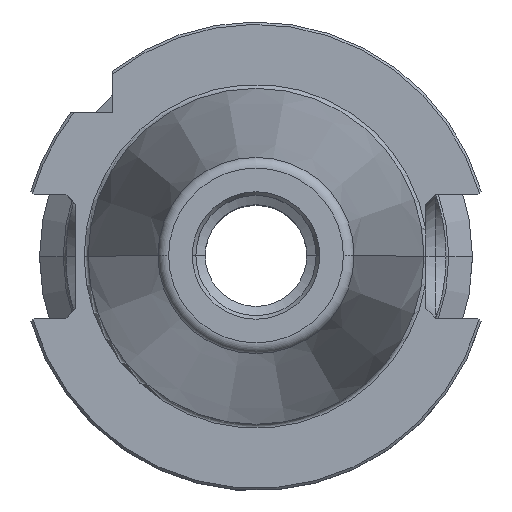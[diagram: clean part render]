
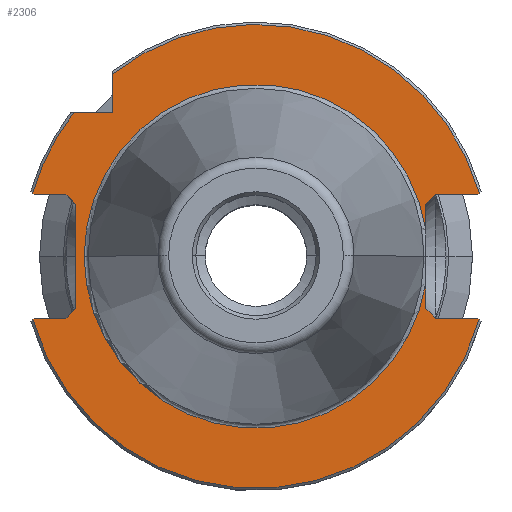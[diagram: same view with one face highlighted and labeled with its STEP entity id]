
A CAD part, top view. The second image highlights one B-rep face of the part: STEP entity #2306.
In plain terms, the highlighted planar face has unit normal (0, 0, 1).
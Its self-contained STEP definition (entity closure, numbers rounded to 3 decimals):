
#1030=VERTEX_POINT('NONE',#2936);
#1066=EDGE_CURVE('NONE',#2302,#1816,#2977,.T.);
#1074=EDGE_CURVE('NONE',#1588,#2656,#2985,.T.);
#1080=EDGE_CURVE('NONE',#2342,#2834,#2991,.T.);
#1122=EDGE_CURVE('NONE',#2680,#2788,#3037,.T.);
#1232=EDGE_CURVE('NONE',#1734,#1030,#3159,.T.);
#1262=EDGE_CURVE('NONE',#2834,#1292,#3191,.T.);
#1290=VERTEX_POINT('NONE',#3224);
#1292=VERTEX_POINT('NONE',#3226);
#1328=EDGE_CURVE('NONE',#1292,#1712,#3266,.T.);
#1344=EDGE_CURVE('NONE',#2656,#2002,#3283,.T.);
#1362=EDGE_CURVE('NONE',#2002,#1290,#3301,.T.);
#1424=VERTEX_POINT('NONE',#3369);
#1454=VERTEX_POINT('NONE',#3405);
#1570=EDGE_CURVE('NONE',#1978,#2588,#3528,.T.);
#1588=VERTEX_POINT('NONE',#3546);
#1712=VERTEX_POINT('NONE',#3685);
#1730=EDGE_CURVE('NONE',#1588,#2412,#3707,.T.);
#1734=VERTEX_POINT('NONE',#3711);
#1754=VERTEX_POINT('NONE',#3733);
#1774=EDGE_CURVE('NONE',#1734,#1454,#3755,.T.);
#1816=VERTEX_POINT('NONE',#3803);
#1978=VERTEX_POINT('NONE',#3978);
#1986=EDGE_CURVE('NONE',#2560,#2156,#3987,.T.);
#2002=VERTEX_POINT('NONE',#4005);
#2044=EDGE_CURVE('NONE',#1290,#2302,#4051,.T.);
#2156=VERTEX_POINT('NONE',#4178);
#2282=EDGE_CURVE('NONE',#1816,#2342,#4321,.T.);
#2302=VERTEX_POINT('NONE',#4343);
#2306=ADVANCED_FACE('NONE',(#4347),#4348,.T.);
#2332=EDGE_CURVE('NONE',#2156,#1754,#4378,.T.);
#2342=VERTEX_POINT('NONE',#4388);
#2346=EDGE_CURVE('NONE',#1754,#1454,#4392,.T.);
#2394=EDGE_CURVE('NONE',#1712,#1424,#4448,.T.);
#2412=VERTEX_POINT('NONE',#4467);
#2560=VERTEX_POINT('NONE',#4630);
#2588=VERTEX_POINT('NONE',#4658);
#2602=EDGE_CURVE('NONE',#2680,#1978,#4672,.T.);
#2606=EDGE_CURVE('NONE',#2788,#2412,#4676,.T.);
#2656=VERTEX_POINT('NONE',#4730);
#2680=VERTEX_POINT('NONE',#4756);
#2710=EDGE_CURVE('NONE',#1030,#2588,#4791,.T.);
#2788=VERTEX_POINT('NONE',#4879);
#2834=VERTEX_POINT('NONE',#4928);
#2840=EDGE_CURVE('NONE',#1424,#2560,#4935,.T.);
#2936=CARTESIAN_POINT('',(35.3,-10.85,-3.2));
#2977=CIRCLE('',#5110,48.225);
#2985=LINE('',#5119,#5120);
#2991=LINE('',#5131,#5132);
#3037=LINE('',#5225,#5226);
#3159=LINE('',#5412,#5413);
#3191=LINE('',#5461,#5462);
#3224=CARTESIAN_POINT('',(-29.85,29.85,-3.2));
#3226=CARTESIAN_POINT('',(-37.5,10.85,-3.2));
#3266=LINE('',#5568,#5569);
#3283=CIRCLE('',#5602,48.225);
#3301=LINE('',#5631,#5632);
#3369=CARTESIAN_POINT('',(-39.5,-12.85,-3.2));
#3405=CARTESIAN_POINT('',(46.066,-12.85,-3.2));
#3528=CIRCLE('',#6124,35.725);
#3546=CARTESIAN_POINT('',(46.066,12.85,-3.2));
#3685=CARTESIAN_POINT('',(-37.5,-10.85,-3.2));
#3707=LINE('',#6381,#6382);
#3711=CARTESIAN_POINT('',(37.3,-12.85,-3.2));
#3733=CARTESIAN_POINT('',(46.39,-13.175,-3.2));
#3755=LINE('',#6470,#6471);
#3803=CARTESIAN_POINT('',(-46.39,13.175,-3.2));
#3978=CARTESIAN_POINT('',(-35.725,0.,-3.2));
#3987=LINE('',#6811,#6812);
#4005=CARTESIAN_POINT('',(-29.85,37.876,-3.2));
#4051=LINE('',#6959,#6960);
#4178=CARTESIAN_POINT('',(-46.39,-13.175,-3.2));
#4321=LINE('',#7358,#7359);
#4343=CARTESIAN_POINT('',(-37.876,29.85,-3.2));
#4347=FACE_OUTER_BOUND('',#7395,.T.);
#4348=PLANE('',#7396);
#4378=CIRCLE('',#7443,48.225);
#4388=CARTESIAN_POINT('',(-46.066,12.85,-3.2));
#4392=LINE('',#7460,#7461);
#4448=LINE('',#7533,#7534);
#4467=CARTESIAN_POINT('',(37.3,12.85,-3.2));
#4630=CARTESIAN_POINT('',(-46.066,-12.85,-3.2));
#4658=CARTESIAN_POINT('',(35.3,-5.494,-3.2));
#4672=CIRCLE('',#7911,35.725);
#4676=LINE('',#7918,#7919);
#4730=CARTESIAN_POINT('',(46.39,13.175,-3.2));
#4756=CARTESIAN_POINT('',(35.3,5.494,-3.2));
#4791=LINE('',#8111,#8112);
#4879=CARTESIAN_POINT('',(35.3,10.85,-3.2));
#4928=CARTESIAN_POINT('',(-39.5,12.85,-3.2));
#4935=LINE('',#8366,#8367);
#5110=AXIS2_PLACEMENT_3D('',#8547,#8548,#8549);
#5119=CARTESIAN_POINT('',(46.916,13.7,-3.2));
#5120=VECTOR('',#8550,1000.0);
#5131=CARTESIAN_POINT('',(0.,12.85,-3.2));
#5132=VECTOR('',#8553,1000.0);
#5225=CARTESIAN_POINT('',(35.3,-35.725,-3.2));
#5226=VECTOR('',#8604,1000.0);
#5412=CARTESIAN_POINT('',(37.3,-12.85,-3.2));
#5413=VECTOR('',#8748,1000.0);
#5461=CARTESIAN_POINT('',(-37.5,10.85,-3.2));
#5462=VECTOR('',#8779,1000.0);
#5568=CARTESIAN_POINT('',(-37.5,-35.725,-3.2));
#5569=VECTOR('',#8877,1000.0);
#5602=AXIS2_PLACEMENT_3D('',#8894,#8895,#8896);
#5631=CARTESIAN_POINT('',(-29.85,-35.725,-3.2));
#5632=VECTOR('',#8910,1000.0);
#6124=AXIS2_PLACEMENT_3D('',#9156,#9157,#9158);
#6381=CARTESIAN_POINT('',(0.,12.85,-3.2));
#6382=VECTOR('',#9392,1000.0);
#6470=CARTESIAN_POINT('',(0.,-12.85,-3.2));
#6471=VECTOR('',#9443,1000.0);
#6811=CARTESIAN_POINT('',(-46.916,-13.7,-3.2));
#6812=VECTOR('',#9676,1000.0);
#6959=CARTESIAN_POINT('',(0.,29.85,-3.2));
#6960=VECTOR('',#9750,1000.0);
#7358=CARTESIAN_POINT('',(-46.916,13.7,-3.2));
#7359=VECTOR('',#10095,1000.0);
#7395=EDGE_LOOP('',(#10121,#10122,#10123,#10124,#10125,#10126,#10127,#10128,#10129,#10130,#10131,#10132,#10133,#10134,#10135,#10136,#10137,#10138,#10139,#10140,#10141,#10142));
#7396=AXIS2_PLACEMENT_3D('',#10143,#10144,#10145);
#7443=AXIS2_PLACEMENT_3D('',#10184,#10185,#10186);
#7460=CARTESIAN_POINT('',(45.916,-12.7,-3.2));
#7461=VECTOR('',#10193,1000.0);
#7533=CARTESIAN_POINT('',(-37.5,-10.85,-3.2));
#7534=VECTOR('',#10271,1000.0);
#7911=AXIS2_PLACEMENT_3D('',#10495,#10496,#10497);
#7918=CARTESIAN_POINT('',(37.3,12.85,-3.2));
#7919=VECTOR('',#10499,1000.0);
#8111=CARTESIAN_POINT('',(35.3,-35.725,-3.2));
#8112=VECTOR('',#10628,1000.0);
#8366=CARTESIAN_POINT('',(0.,-12.85,-3.2));
#8367=VECTOR('',#10791,1000.0);
#8547=CARTESIAN_POINT('',(0.0,0.0,-3.2));
#8548=DIRECTION('',(0.0,0.0,1.0));
#8549=DIRECTION('',(-1.0,0.,0.0));
#8550=DIRECTION('',(0.707,0.707,0.0));
#8553=DIRECTION('',(1.0,0.,-0.0));
#8604=DIRECTION('',(0.,1.0,0.0));
#8748=DIRECTION('',(-0.707,0.707,0.0));
#8779=DIRECTION('',(0.707,-0.707,-0.0));
#8877=DIRECTION('',(0.,-1.0,0.0));
#8894=CARTESIAN_POINT('',(0.0,0.0,-3.2));
#8895=DIRECTION('',(0.0,0.0,1.0));
#8896=DIRECTION('',(-1.0,0.,0.0));
#8910=DIRECTION('',(0.,-1.0,0.0));
#9156=CARTESIAN_POINT('',(0.0,0.0,-3.2));
#9157=DIRECTION('',(0.0,0.0,1.0));
#9158=DIRECTION('',(-1.0,0.,0.0));
#9392=DIRECTION('',(-1.0,0.,0.0));
#9443=DIRECTION('',(1.0,0.,-0.0));
#9676=DIRECTION('',(-0.707,-0.707,0.0));
#9750=DIRECTION('',(-1.0,0.,0.0));
#10095=DIRECTION('',(0.707,-0.707,-0.0));
#10121=ORIENTED_EDGE('',*,*,#1074,.T.);
#10122=ORIENTED_EDGE('',*,*,#1344,.T.);
#10123=ORIENTED_EDGE('',*,*,#1362,.T.);
#10124=ORIENTED_EDGE('',*,*,#2044,.T.);
#10125=ORIENTED_EDGE('',*,*,#1066,.T.);
#10126=ORIENTED_EDGE('',*,*,#2282,.T.);
#10127=ORIENTED_EDGE('',*,*,#1080,.T.);
#10128=ORIENTED_EDGE('',*,*,#1262,.T.);
#10129=ORIENTED_EDGE('',*,*,#1328,.T.);
#10130=ORIENTED_EDGE('',*,*,#2394,.T.);
#10131=ORIENTED_EDGE('',*,*,#2840,.T.);
#10132=ORIENTED_EDGE('',*,*,#1986,.T.);
#10133=ORIENTED_EDGE('',*,*,#2332,.T.);
#10134=ORIENTED_EDGE('',*,*,#2346,.T.);
#10135=ORIENTED_EDGE('',*,*,#1774,.F.);
#10136=ORIENTED_EDGE('',*,*,#1232,.T.);
#10137=ORIENTED_EDGE('',*,*,#2710,.T.);
#10138=ORIENTED_EDGE('',*,*,#1570,.F.);
#10139=ORIENTED_EDGE('',*,*,#2602,.F.);
#10140=ORIENTED_EDGE('',*,*,#1122,.T.);
#10141=ORIENTED_EDGE('',*,*,#2606,.T.);
#10142=ORIENTED_EDGE('',*,*,#1730,.F.);
#10143=CARTESIAN_POINT('',(0.,-35.725,-3.2));
#10144=DIRECTION('',(0.0,0.0,1.0));
#10145=DIRECTION('',(-1.0,0.,0.0));
#10184=CARTESIAN_POINT('',(0.0,0.0,-3.2));
#10185=DIRECTION('',(0.0,0.0,1.0));
#10186=DIRECTION('',(-1.0,0.,0.0));
#10193=DIRECTION('',(-0.707,0.707,0.0));
#10271=DIRECTION('',(-0.707,-0.707,0.0));
#10495=CARTESIAN_POINT('',(0.0,0.0,-3.2));
#10496=DIRECTION('',(0.0,0.0,1.0));
#10497=DIRECTION('',(-1.0,0.,0.0));
#10499=DIRECTION('',(0.707,0.707,0.0));
#10628=DIRECTION('',(0.,1.0,0.0));
#10791=DIRECTION('',(-1.0,0.,0.0));
